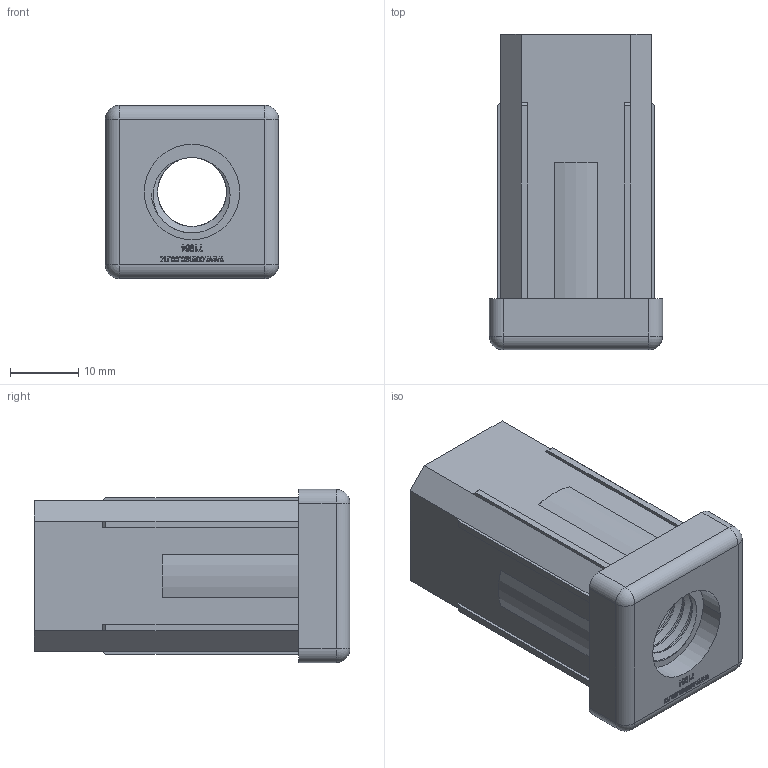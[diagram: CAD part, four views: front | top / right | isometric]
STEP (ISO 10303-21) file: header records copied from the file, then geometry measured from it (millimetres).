
FILE_DESCRIPTION (( 'STEP AP214' ), '1' );
FILE_NAME ('71964-Square Tube Insert Stainless Steel Thread 25.4mm M12.STEP', '2018-12-27T03:18:10', ( '' ), ( '' ), 'SwSTEP 2.0', 'SolidWorks 2018', '' );
FILE_SCHEMA (( 'AUTOMOTIVE_DESIGN' ));
Length unit declared in the file: millimetre
Products named in the file (1): 71964-Square Tube Insert Stainless Steel Thread 25.4mm M12
Bounding box: 25.4 x 46.3 x 25.4 mm (x, y, z)
Volume: 15645.1 mm3; surface area: 7927.6 mm2
Topology: 2 solids, 2 shells, 346 faces, 926 edges, 608 vertices
Faces by surface type: plane 214, bspline 100, cylinder 28, sphere 4
Entity records: 18630 total; most frequent: CARTESIAN_POINT 10669, ORIENTED_EDGE 1844, DIRECTION 1238, EDGE_CURVE 922, LINE 662, VECTOR 662, VERTEX_POINT 608, EDGE_LOOP 378
